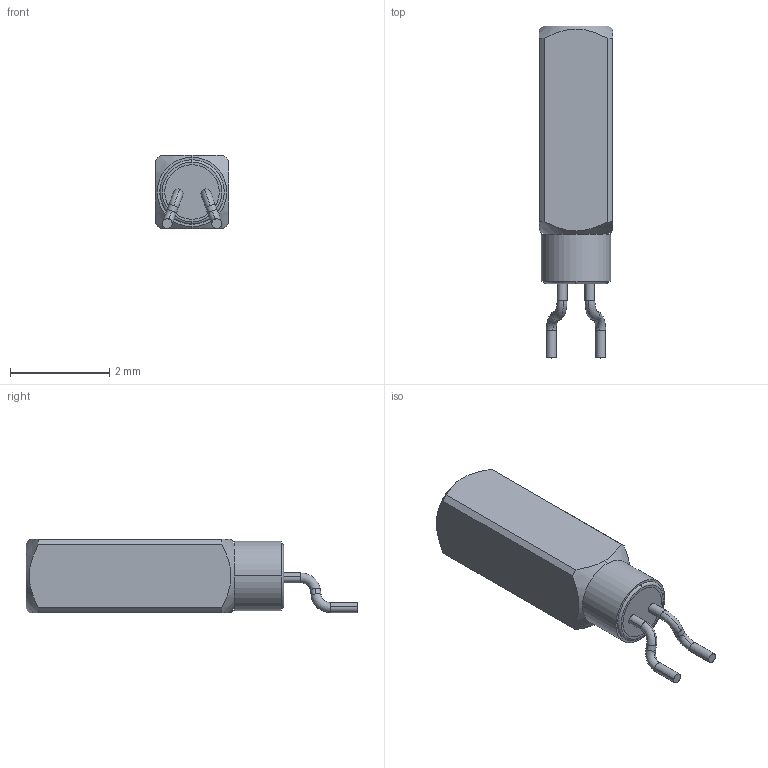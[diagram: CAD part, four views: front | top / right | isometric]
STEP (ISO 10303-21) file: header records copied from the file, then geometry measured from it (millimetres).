
FILE_DESCRIPTION((''),'2;1');
FILE_NAME('XTAL_MICRO-CRYSTAL_MS3V-T1R.stp','2013-02-21T16:29:40',(''),(''),'Mechanical Desktop 2011','Mechanical Desktop 2011',', , ');
FILE_SCHEMA(('AUTOMOTIVE_DESIGN { 1 2 10303 214 1 1 1 1 }'));
Length unit declared in the file: millimetre
Products named in the file (1): Product
Bounding box: 1.48 x 6.7 x 1.48 mm (x, y, z)
Volume: 10.6 mm3; surface area: 37.2 mm2
Topology: 5 solids, 5 shells, 51 faces, 122 edges, 82 vertices
Faces by surface type: cylinder 18, plane 14, torus 10, bspline 5, cone 4
Entity records: 1565 total; most frequent: CARTESIAN_POINT 313, DIRECTION 268, ORIENTED_EDGE 244, EDGE_CURVE 122, AXIS2_PLACEMENT_3D 119, VERTEX_POINT 82, CIRCLE 72, EDGE_LOOP 54
